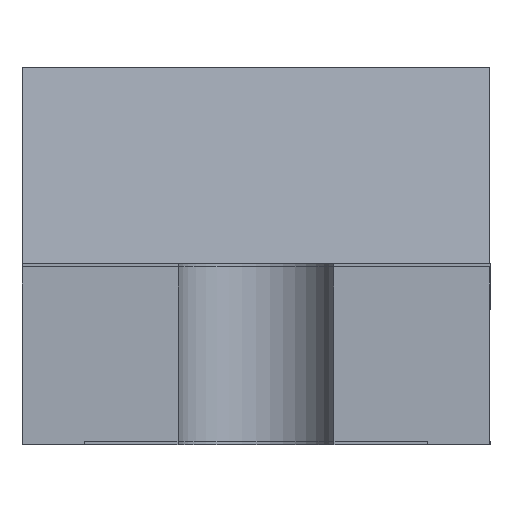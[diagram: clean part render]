
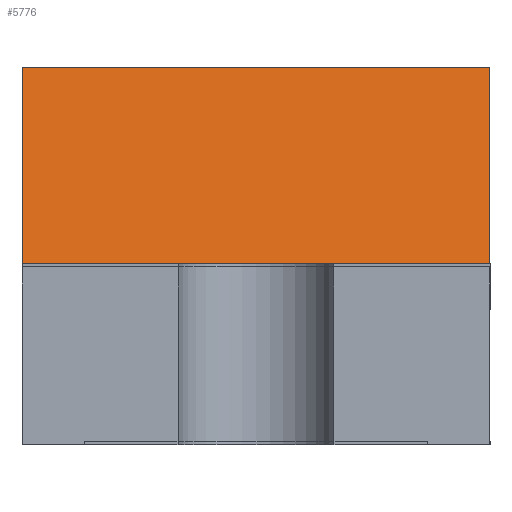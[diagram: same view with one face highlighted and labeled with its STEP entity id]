
A CAD part, left-side view. The second image highlights one B-rep face of the part: STEP entity #5776.
In plain terms, the highlighted planar face has unit normal (-0.988, 0, 0.157).
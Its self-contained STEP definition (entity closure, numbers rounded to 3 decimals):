
#937=ORIENTED_EDGE('',*,*,#1763,.T.);
#938=ORIENTED_EDGE('',*,*,#1764,.F.);
#939=ORIENTED_EDGE('',*,*,#1765,.F.);
#940=ORIENTED_EDGE('',*,*,#1766,.T.);
#1763=EDGE_CURVE('',#2242,#2243,#2765,.T.);
#1764=EDGE_CURVE('',#2244,#2243,#2766,.T.);
#1765=EDGE_CURVE('',#2245,#2244,#2767,.T.);
#1766=EDGE_CURVE('',#2245,#2242,#2768,.T.);
#2242=VERTEX_POINT('',#8147);
#2243=VERTEX_POINT('',#8148);
#2244=VERTEX_POINT('',#8150);
#2245=VERTEX_POINT('',#8152);
#2765=LINE('',#8146,#3337);
#2766=LINE('',#8149,#3338);
#2767=LINE('',#8151,#3339);
#2768=LINE('',#8153,#3340);
#3337=VECTOR('',#6911,1000.);
#3338=VECTOR('',#6912,1000.);
#3339=VECTOR('',#6913,1000.);
#3340=VECTOR('',#6914,1000.);
#3675=EDGE_LOOP('',(#937,#938,#939,#940));
#3915=FACE_BOUND('',#3675,.T.);
#4137=PLANE('',#6065);
#5776=ADVANCED_FACE('',(#3915),#4137,.F.);
#6065=AXIS2_PLACEMENT_3D('',#8145,#6909,#6910);
#6909=DIRECTION('',(0.988,0.,-0.157));
#6910=DIRECTION('',(-0.157,0.,-0.988));
#6911=DIRECTION('',(-0.157,0.,-0.988));
#6912=DIRECTION('',(0.,1.,0.));
#6913=DIRECTION('',(-0.157,0.,-0.988));
#6914=DIRECTION('',(0.,1.,0.));
#8145=CARTESIAN_POINT('',(-1.,-0.75,0.));
#8146=CARTESIAN_POINT('',(-1.,0.75,0.));
#8147=CARTESIAN_POINT('',(-0.9,0.75,0.63));
#8148=CARTESIAN_POINT('',(-1.,0.75,0.));
#8149=CARTESIAN_POINT('',(-1.,-0.75,0.));
#8150=CARTESIAN_POINT('',(-1.,-0.75,0.));
#8151=CARTESIAN_POINT('',(-1.,-0.75,0.));
#8152=CARTESIAN_POINT('',(-0.9,-0.75,0.63));
#8153=CARTESIAN_POINT('',(-0.9,-0.75,0.63));
